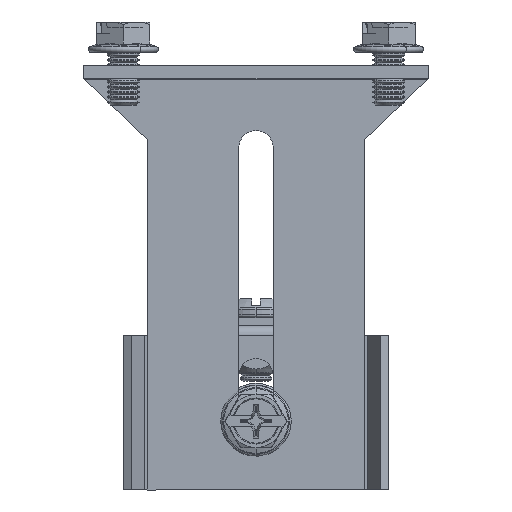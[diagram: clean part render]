
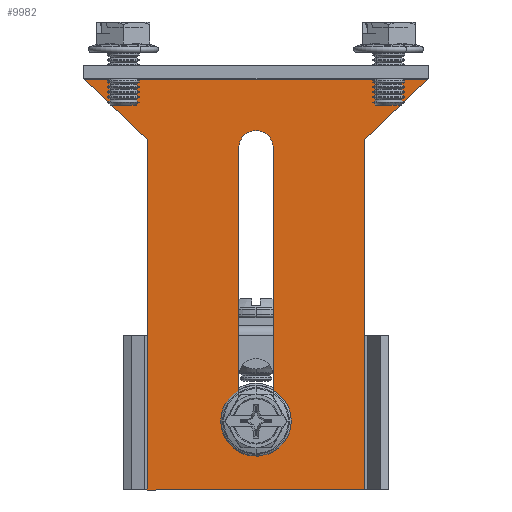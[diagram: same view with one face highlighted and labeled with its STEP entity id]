
A CAD part, left-side view. The second image highlights one B-rep face of the part: STEP entity #9982.
In plain terms, the highlighted face is planar.
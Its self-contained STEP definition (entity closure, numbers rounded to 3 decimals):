
#142 = LINE ( 'NONE', #143, #2325 ) ;
#143 = CARTESIAN_POINT ( 'NONE',  ( -33., -20.5, 0. ) ) ;
#151 = DIRECTION ( 'NONE',  ( 1., 0., 0. ) ) ;
#171 = CARTESIAN_POINT ( 'NONE',  ( 20., 0., 0. ) ) ;
#172 = DIRECTION ( 'NONE',  ( 0., 0., 1. ) ) ;
#173 = DIRECTION ( 'NONE',  ( 1., 0., 0. ) ) ;
#1429 = LINE ( 'NONE', #1440, #3904 ) ;
#1433 = DIRECTION ( 'NONE',  ( 1., 0., 0. ) ) ;
#1434 = LINE ( 'NONE', #1435, #3379 ) ;
#1435 = CARTESIAN_POINT ( 'NONE',  ( -44.5, -32.5, 0. ) ) ;
#1436 = DIRECTION ( 'NONE',  ( 0.692, 0.722, 0. ) ) ;
#1440 = CARTESIAN_POINT ( 'NONE',  ( -31.5, 3.25, 0. ) ) ;
#1445 = CARTESIAN_POINT ( 'NONE',  ( -31.5, 0., 0. ) ) ;
#1446 = DIRECTION ( 'NONE',  ( 0., 0., 1. ) ) ;
#1447 = DIRECTION ( 'NONE',  ( 1., 0., 0. ) ) ;
#1448 = DIRECTION ( 'NONE',  ( -1., 0., 0. ) ) ;
#1662 = LINE ( 'NONE', #1663, #3345 ) ;
#1663 = CARTESIAN_POINT ( 'NONE',  ( -33., 20.5, 0. ) ) ;
#1672 = DIRECTION ( 'NONE',  ( -1., 0., 0. ) ) ;
#1921 = CARTESIAN_POINT ( 'NONE',  ( 20., 0., 0. ) ) ;
#1922 = DIRECTION ( 'NONE',  ( 0., 0., 1. ) ) ;
#1923 = DIRECTION ( 'NONE',  ( 1., 0., 0. ) ) ;
#1934 = LINE ( 'NONE', #1935, #3377 ) ;
#1935 = CARTESIAN_POINT ( 'NONE',  ( -31.5, -3.25, 0. ) ) ;
#2325 = VECTOR ( 'NONE', #151, 1000. ) ;
#2335 = CIRCLE ( 'NONE', #2337, 3.25 ) ;
#2337 = AXIS2_PLACEMENT_3D ( 'NONE', #171, #172, #173 ) ;
#3239 = VERTEX_POINT ( 'NONE', #10871 ) ;
#3240 = VERTEX_POINT ( 'NONE', #10872 ) ;
#3345 = VECTOR ( 'NONE', #1672, 1000. ) ;
#3365 = CIRCLE ( 'NONE', #3367, 3.25 ) ;
#3367 = AXIS2_PLACEMENT_3D ( 'NONE', #1921, #1922, #1923 ) ;
#3377 = VECTOR ( 'NONE', #1433, 1000. ) ;
#3379 = VECTOR ( 'NONE', #1436, 1000. ) ;
#3904 = VECTOR ( 'NONE', #1448, 1000. ) ;
#3905 = CIRCLE ( 'NONE', #3906, 3.25 ) ;
#3906 = AXIS2_PLACEMENT_3D ( 'NONE', #1445, #1446, #1447 ) ;
#4046 = VERTEX_POINT ( 'NONE', #5155 ) ;
#4193 = ORIENTED_EDGE ( 'NONE', *, *, #10564, .F. ) ;
#4414 = VERTEX_POINT ( 'NONE', #11630 ) ;
#4422 = VERTEX_POINT ( 'NONE', #11638 ) ;
#4438 = VERTEX_POINT ( 'NONE', #4454 ) ;
#4454 = CARTESIAN_POINT ( 'NONE',  ( -31.5, 3.25, 0. ) ) ;
#4703 = ORIENTED_EDGE ( 'NONE', *, *, #10563, .F. ) ;
#5155 = CARTESIAN_POINT ( 'NONE',  ( 23.25, 0., 0. ) ) ;
#5481 = AXIS2_PLACEMENT_3D ( 'NONE', #9580, #9592, #9593 ) ;
#5814 = CARTESIAN_POINT ( 'NONE',  ( -33., 20.5, 0. ) ) ;
#5827 = CARTESIAN_POINT ( 'NONE',  ( 33., -20.5, 0. ) ) ;
#5830 = CARTESIAN_POINT ( 'NONE',  ( -33., -20.5, 0. ) ) ;
#5839 = CARTESIAN_POINT ( 'NONE',  ( -31.5, -3.25, 0. ) ) ;
#6670 = VECTOR ( 'NONE', #8319, 1000. ) ;
#6902 = VERTEX_POINT ( 'NONE', #11742 ) ;
#7002 = VECTOR ( 'NONE', #8084, 1000. ) ;
#7832 = LINE ( 'NONE', #7833, #8417 ) ;
#7833 = CARTESIAN_POINT ( 'NONE',  ( -33., 20.5, 0. ) ) ;
#7834 = DIRECTION ( 'NONE',  ( -0.692, 0.722, 0. ) ) ;
#8077 = LINE ( 'NONE', #8083, #7002 ) ;
#8083 = CARTESIAN_POINT ( 'NONE',  ( -44.4, -32.5, 0. ) ) ;
#8084 = DIRECTION ( 'NONE',  ( 0., 1., 0. ) ) ;
#8312 = CARTESIAN_POINT ( 'NONE',  ( 33., 20.5, 0. ) ) ;
#8315 = LINE ( 'NONE', #8312, #6670 ) ;
#8319 = DIRECTION ( 'NONE',  ( 0., 1., 0. ) ) ;
#8417 = VECTOR ( 'NONE', #7834, 1000. ) ;
#8498 = ORIENTED_EDGE ( 'NONE', *, *, #10648, .T. ) ;
#9317 = ORIENTED_EDGE ( 'NONE', *, *, #10560, .T. ) ;
#9338 = ORIENTED_EDGE ( 'NONE', *, *, #10552, .F. ) ;
#9580 = CARTESIAN_POINT ( 'NONE',  ( -33., -20.5, 0. ) ) ;
#9588 = FACE_BOUND ( 'NONE', #11911, .T. ) ;
#9589 = FACE_OUTER_BOUND ( 'NONE', #11924, .T. ) ;
#9590 = PLANE ( 'NONE',  #5481 ) ;
#9592 = DIRECTION ( 'NONE',  ( 0., 0., 1. ) ) ;
#9593 = DIRECTION ( 'NONE',  ( 1., 0., 0. ) ) ;
#9628 = VERTEX_POINT ( 'NONE', #5814 ) ;
#9641 = VERTEX_POINT ( 'NONE', #5827 ) ;
#9644 = VERTEX_POINT ( 'NONE', #5830 ) ;
#9653 = VERTEX_POINT ( 'NONE', #5839 ) ;
#9982 = ADVANCED_FACE ( 'NONE', ( #9588, #9589 ), #9590, .T. ) ;
#10331 = EDGE_CURVE ( 'NONE', #9641, #3240, #8315, .T. ) ;
#10399 = EDGE_CURVE ( 'NONE', #4414, #6902, #8077, .T. ) ;
#10434 = EDGE_CURVE ( 'NONE', #9628, #6902, #7832, .T. ) ;
#10538 = EDGE_CURVE ( 'NONE', #3240, #9628, #1662, .T. ) ;
#10552 = EDGE_CURVE ( 'NONE', #4422, #4046, #3365, .T. ) ;
#10559 = EDGE_CURVE ( 'NONE', #9653, #4422, #1934, .T. ) ;
#10560 = EDGE_CURVE ( 'NONE', #4414, #9644, #1434, .T. ) ;
#10563 = EDGE_CURVE ( 'NONE', #4438, #9653, #3905, .T. ) ;
#10564 = EDGE_CURVE ( 'NONE', #3239, #4438, #1429, .T. ) ;
#10648 = EDGE_CURVE ( 'NONE', #9644, #9641, #142, .T. ) ;
#10655 = EDGE_CURVE ( 'NONE', #4046, #3239, #2335, .T. ) ;
#10871 = CARTESIAN_POINT ( 'NONE',  ( 20., 3.25, 0. ) ) ;
#10872 = CARTESIAN_POINT ( 'NONE',  ( 33., 20.5, 0. ) ) ;
#11288 = ORIENTED_EDGE ( 'NONE', *, *, #10434, .T. ) ;
#11321 = ORIENTED_EDGE ( 'NONE', *, *, #10399, .F. ) ;
#11560 = ORIENTED_EDGE ( 'NONE', *, *, #10559, .F. ) ;
#11571 = ORIENTED_EDGE ( 'NONE', *, *, #10538, .T. ) ;
#11575 = ORIENTED_EDGE ( 'NONE', *, *, #10331, .T. ) ;
#11630 = CARTESIAN_POINT ( 'NONE',  ( -44.4, -32.396, 0. ) ) ;
#11638 = CARTESIAN_POINT ( 'NONE',  ( 20., -3.25, 0. ) ) ;
#11742 = CARTESIAN_POINT ( 'NONE',  ( -44.4, 32.396, 0. ) ) ;
#11911 = EDGE_LOOP ( 'NONE', ( #4703, #4193, #12304, #9338, #11560 ) ) ;
#11924 = EDGE_LOOP ( 'NONE', ( #11288, #11321, #9317, #8498, #11575, #11571 ) ) ;
#12304 = ORIENTED_EDGE ( 'NONE', *, *, #10655, .F. ) ;
